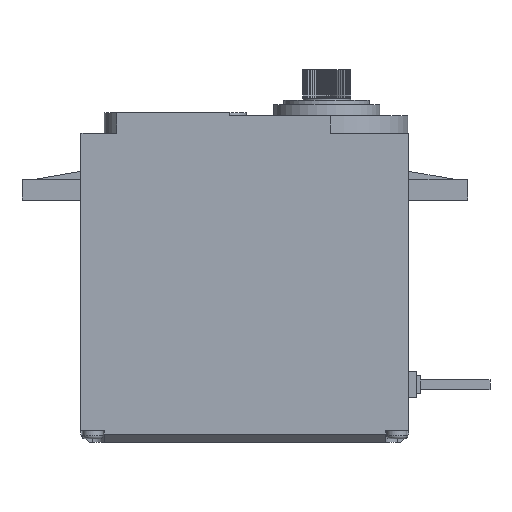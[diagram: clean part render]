
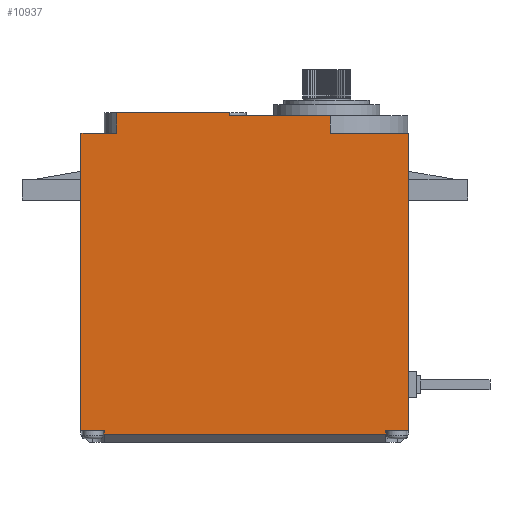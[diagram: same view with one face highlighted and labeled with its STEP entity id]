
A CAD part, left-side view. The second image highlights one B-rep face of the part: STEP entity #10937.
In plain terms, the highlighted planar face has unit normal (-1, 0, 0).
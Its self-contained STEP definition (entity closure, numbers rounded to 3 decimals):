
#130=PLANE('',#11640);
#680=FACE_OUTER_BOUND('',#1325,.T.);
#1325=EDGE_LOOP('',(#8517,#8518,#8519,#8520,#8521,#8522,#8523,#8524,#8525,
#8526,#8527,#8528,#8529,#8530));
#2609=LINE('',#26734,#3586);
#2613=LINE('',#26741,#3590);
#2634=LINE('',#26786,#3611);
#2637=LINE('',#26794,#3614);
#2645=LINE('',#26813,#3622);
#2656=LINE('',#26835,#3633);
#2695=LINE('',#26928,#3672);
#2696=LINE('',#26931,#3673);
#2697=LINE('',#26935,#3674);
#2698=LINE('',#26937,#3675);
#2699=LINE('',#26939,#3676);
#2700=LINE('',#26941,#3677);
#2701=LINE('',#26943,#3678);
#2702=LINE('',#26944,#3679);
#3586=VECTOR('',#12997,10.);
#3590=VECTOR('',#13003,10.);
#3611=VECTOR('',#13044,10.);
#3614=VECTOR('',#13053,10.);
#3622=VECTOR('',#13075,10.);
#3633=VECTOR('',#13090,10.);
#3672=VECTOR('',#13177,10.);
#3673=VECTOR('',#13182,10.);
#3674=VECTOR('',#13187,10.);
#3675=VECTOR('',#13188,10.);
#3676=VECTOR('',#13189,10.);
#3677=VECTOR('',#13190,10.);
#3678=VECTOR('',#13191,10.);
#3679=VECTOR('',#13192,10.);
#4760=VERTEX_POINT('',#26731);
#4761=VERTEX_POINT('',#26733);
#4763=VERTEX_POINT('',#26739);
#4777=VERTEX_POINT('',#26785);
#4779=VERTEX_POINT('',#26793);
#4783=VERTEX_POINT('',#26811);
#4792=VERTEX_POINT('',#26833);
#4821=VERTEX_POINT('',#26925);
#4822=VERTEX_POINT('',#26927);
#4823=VERTEX_POINT('',#26934);
#4824=VERTEX_POINT('',#26936);
#4825=VERTEX_POINT('',#26938);
#4826=VERTEX_POINT('',#26940);
#4827=VERTEX_POINT('',#26942);
#6033=EDGE_CURVE('',#4760,#4761,#2609,.T.);
#6037=EDGE_CURVE('',#4760,#4763,#2613,.T.);
#6059=EDGE_CURVE('',#4777,#4761,#2634,.T.);
#6063=EDGE_CURVE('',#4779,#4777,#2637,.T.);
#6073=EDGE_CURVE('',#4763,#4783,#2645,.T.);
#6084=EDGE_CURVE('',#4783,#4792,#2656,.T.);
#6128=EDGE_CURVE('',#4822,#4821,#2695,.T.);
#6130=EDGE_CURVE('',#4792,#4822,#2696,.T.);
#6131=EDGE_CURVE('',#4821,#4823,#2697,.T.);
#6132=EDGE_CURVE('',#4823,#4824,#2698,.T.);
#6133=EDGE_CURVE('',#4825,#4824,#2699,.T.);
#6134=EDGE_CURVE('',#4825,#4826,#2700,.T.);
#6135=EDGE_CURVE('',#4826,#4827,#2701,.T.);
#6136=EDGE_CURVE('',#4779,#4827,#2702,.T.);
#8517=ORIENTED_EDGE('',*,*,#6033,.F.);
#8518=ORIENTED_EDGE('',*,*,#6037,.T.);
#8519=ORIENTED_EDGE('',*,*,#6073,.T.);
#8520=ORIENTED_EDGE('',*,*,#6084,.T.);
#8521=ORIENTED_EDGE('',*,*,#6130,.T.);
#8522=ORIENTED_EDGE('',*,*,#6128,.T.);
#8523=ORIENTED_EDGE('',*,*,#6131,.T.);
#8524=ORIENTED_EDGE('',*,*,#6132,.T.);
#8525=ORIENTED_EDGE('',*,*,#6133,.F.);
#8526=ORIENTED_EDGE('',*,*,#6134,.T.);
#8527=ORIENTED_EDGE('',*,*,#6135,.T.);
#8528=ORIENTED_EDGE('',*,*,#6136,.F.);
#8529=ORIENTED_EDGE('',*,*,#6063,.T.);
#8530=ORIENTED_EDGE('',*,*,#6059,.T.);
#10937=ADVANCED_FACE('',(#680),#130,.T.);
#11640=AXIS2_PLACEMENT_3D('',#26933,#13185,#13186);
#12997=DIRECTION('',(0.,1.,0.));
#13003=DIRECTION('',(0.,0.,1.));
#13044=DIRECTION('',(0.,0.,-1.));
#13053=DIRECTION('',(0.,-1.,0.));
#13075=DIRECTION('',(0.,-1.,0.));
#13090=DIRECTION('',(0.,0.,1.));
#13177=DIRECTION('',(0.,0.,1.));
#13182=DIRECTION('',(0.,1.,0.));
#13185=DIRECTION('center_axis',(-1.,0.,0.));
#13186=DIRECTION('ref_axis',(0.,-1.,0.));
#13187=DIRECTION('',(0.,1.,0.));
#13188=DIRECTION('',(0.,0.,1.));
#13189=DIRECTION('',(0.,-1.,0.));
#13190=DIRECTION('',(0.,0.,-1.));
#13191=DIRECTION('',(0.,1.,0.));
#13192=DIRECTION('',(0.,0.,1.));
#26731=CARTESIAN_POINT('',(-9.99,-17.3,1.));
#26733=CARTESIAN_POINT('',(-9.99,17.3,1.));
#26734=CARTESIAN_POINT('',(-9.99,10.075,1.));
#26739=CARTESIAN_POINT('',(-9.99,-17.3,1.48));
#26741=CARTESIAN_POINT('',(-9.99,-17.3,0.));
#26785=CARTESIAN_POINT('',(-9.99,17.3,1.48));
#26786=CARTESIAN_POINT('',(-9.99,17.3,0.));
#26793=CARTESIAN_POINT('',(-9.99,20.15,1.48));
#26794=CARTESIAN_POINT('',(-9.99,19.438,1.48));
#26811=CARTESIAN_POINT('',(-9.99,-20.15,1.48));
#26813=CARTESIAN_POINT('',(-9.99,0.712,1.48));
#26833=CARTESIAN_POINT('',(-9.99,-20.15,38.04));
#26835=CARTESIAN_POINT('',(-9.99,-20.15,0.));
#26925=CARTESIAN_POINT('',(-9.99,-10.497,40.15));
#26927=CARTESIAN_POINT('',(-9.99,-10.497,38.04));
#26928=CARTESIAN_POINT('',(-9.99,-10.497,40.15));
#26931=CARTESIAN_POINT('',(-9.99,5.505,38.04));
#26933=CARTESIAN_POINT('Origin',(-9.99,20.15,0.));
#26934=CARTESIAN_POINT('',(-9.99,1.87,40.15));
#26935=CARTESIAN_POINT('',(-9.99,5.505,40.15));
#26936=CARTESIAN_POINT('',(-9.99,1.87,40.55));
#26937=CARTESIAN_POINT('',(-9.99,1.87,20.275));
#26938=CARTESIAN_POINT('',(-9.99,15.75,40.55));
#26939=CARTESIAN_POINT('',(-9.99,20.15,40.55));
#26940=CARTESIAN_POINT('',(-9.99,15.75,38.02));
#26941=CARTESIAN_POINT('',(-9.99,15.75,20.275));
#26942=CARTESIAN_POINT('',(-9.99,20.15,38.02));
#26943=CARTESIAN_POINT('',(-9.99,19.05,38.02));
#26944=CARTESIAN_POINT('',(-9.99,20.15,0.));
